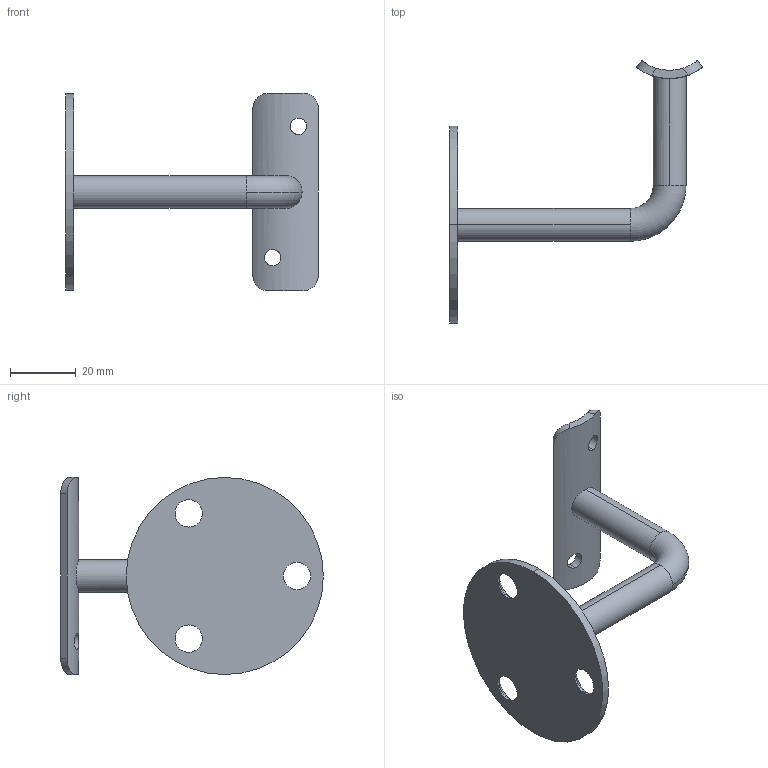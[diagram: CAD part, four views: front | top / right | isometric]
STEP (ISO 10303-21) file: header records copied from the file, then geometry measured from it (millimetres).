
FILE_DESCRIPTION (( 'STEP AP203' ), '1' );
FILE_NAME ('3D_GW2632_26.9_188681420.STEP', '2024-09-27T15:49:36', ( '' ), ( '' ), 'SwSTEP 2.0', 'SolidWorks 2024', '' );
FILE_SCHEMA (( 'CONFIG_CONTROL_DESIGN' ));
Length unit declared in the file: millimetre
Products named in the file (1): 3D_GW2632_26.9_188681420
Bounding box: 77 x 79.97 x 60 mm (x, y, z)
Volume: 17485.2 mm3; surface area: 11764.2 mm2
Topology: 1 solids, 1 shells, 36 faces, 90 edges, 58 vertices
Faces by surface type: cylinder 22, cone 6, plane 6, torus 2
Entity records: 1611 total; most frequent: CARTESIAN_POINT 651, DIRECTION 184, ORIENTED_EDGE 180, EDGE_CURVE 90, AXIS2_PLACEMENT_3D 75, VERTEX_POINT 58, EDGE_LOOP 48, CIRCLE 38
